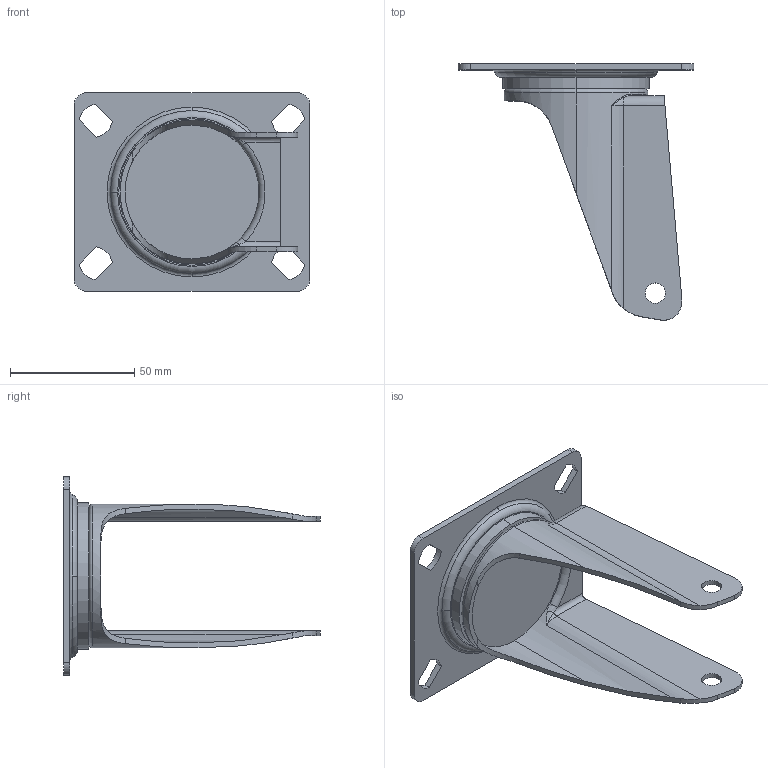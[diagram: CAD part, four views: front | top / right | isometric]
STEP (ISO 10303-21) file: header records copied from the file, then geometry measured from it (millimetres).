
FILE_DESCRIPTION (( 'STEP AP214' ), '1' );
FILE_NAME ('0024876.step', '2022-11-22T12:47:34', ( '' ), ( '' ), 'SwSTEP 2.0', 'SolidWorks 2020', '' );
FILE_SCHEMA (( 'AUTOMOTIVE_DESIGN' ));
Length unit declared in the file: millimetre
Products named in the file (1): 0024876
Bounding box: 95 x 103.42 x 80 mm (x, y, z)
Volume: 56681.8 mm3; surface area: 33923.5 mm2
Topology: 1 solids, 1 shells, 106 faces, 268 edges, 170 vertices
Faces by surface type: cylinder 38, plane 36, torus 22, bspline 8, cone 2
Entity records: 3605 total; most frequent: CARTESIAN_POINT 995, DIRECTION 546, ORIENTED_EDGE 528, EDGE_CURVE 264, AXIS2_PLACEMENT_3D 223, VERTEX_POINT 170, EDGE_LOOP 128, CIRCLE 124
